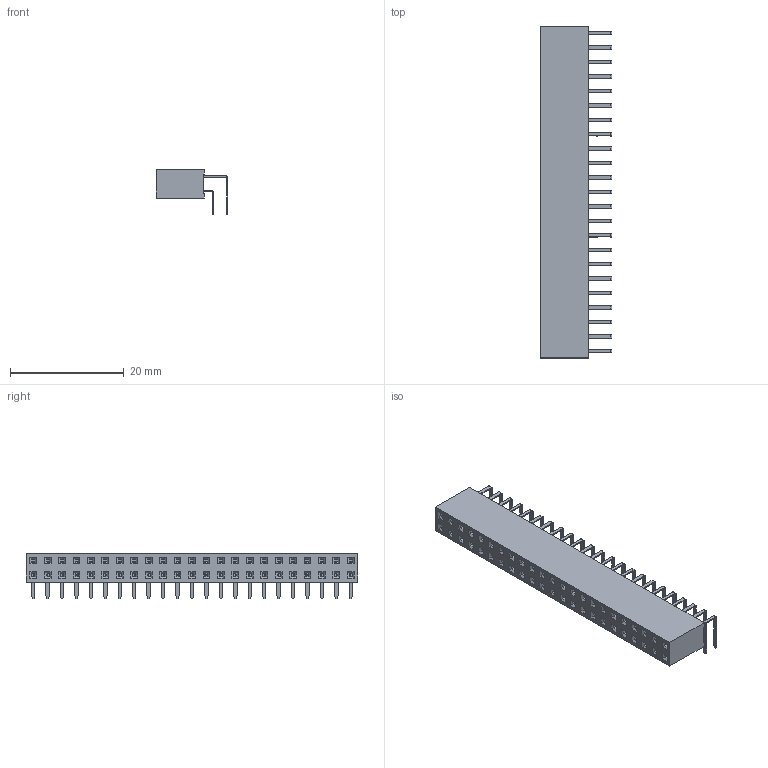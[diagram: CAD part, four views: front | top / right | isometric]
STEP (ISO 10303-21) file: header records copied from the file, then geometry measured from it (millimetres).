
FILE_DESCRIPTION(/* description */ ('model of PinSocket_2x23_P2.54mm_Horizontal'),/* implementation_level */ '2;1');
FILE_NAME(/* name */ 'PinSocket_2x23_P2.54mm_Horizontal.step',/* time_stamp */ '1970-01-01T00:00:00',/* author */ ('KiCAD','kicad'),/* organization */ ('OCCT'),/* preprocessor_version */ '',/* originating_system */ 'KiCAD',/* authorisation */ '');
FILE_SCHEMA(('AUTOMOTIVE_DESIGN { 1 0 10303 214 1 1 1 1 }'));
Length unit declared in the file: millimetre
Products named in the file (1): PinSocket_2x23_P2.54mm_Horizontal
Bounding box: 12.67 x 58.42 x 7.98 mm (x, y, z)
Volume: 2406.1 mm3; surface area: 3196.1 mm2
Topology: 1 solids, 1 shells, 1390 faces, 3704 edges, 2408 vertices
Faces by surface type: plane 1298, cylinder 92
Entity records: 27404 total; most frequent: ORIENTED_EDGE 5556, EDGE_CURVE 3704, CARTESIAN_POINT 3470, LINE 3334, VERTEX_POINT 2408, FACE_BOUND 1482, EDGE_LOOP 1482, ADVANCED_FACE 1390
